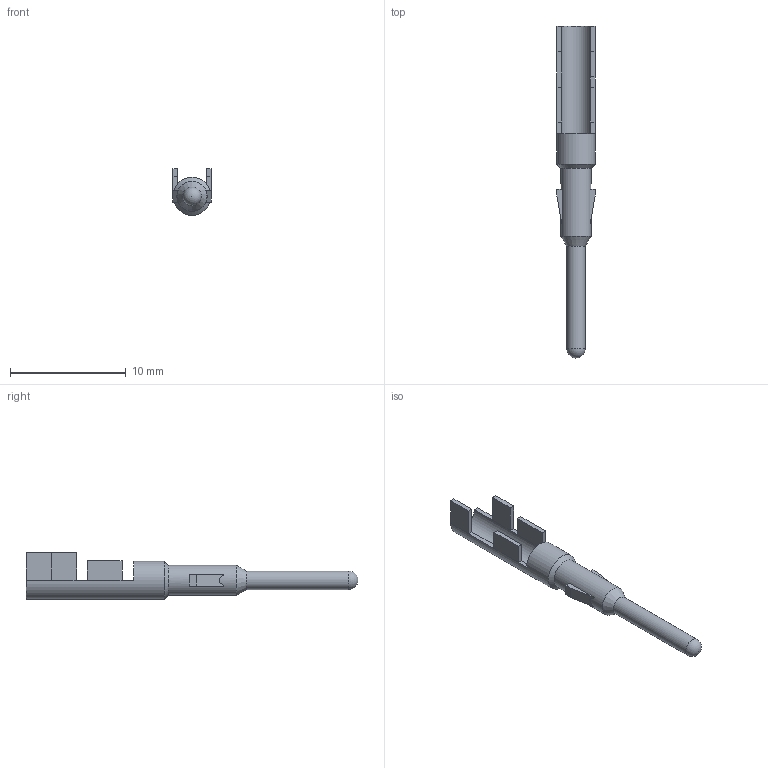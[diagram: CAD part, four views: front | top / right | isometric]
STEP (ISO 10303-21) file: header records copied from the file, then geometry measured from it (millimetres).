
FILE_DESCRIPTION(/* description */ (''),/* implementation_level */ '2;1');
FILE_NAME(/* name */ 'xn01 016 0005-0016 x.stp',/* time_stamp */ '2022-05-23T08:19:07+02:00',/* author */ (''),/* organization */ (''),/* preprocessor_version */ 'ST-DEVELOPER v16.7',/* originating_system */ 'SIEMENS PLM Software NX 12.0',/* authorisation */ '');
FILE_SCHEMA (('AUTOMOTIVE_DESIGN { 1 0 10303 214 3 1 1 1 }'));
Length unit declared in the file: millimetre
Products named in the file (1): pwoe1B78B206bnvp
Bounding box: 3.3 x 28.7 x 4.05 mm (x, y, z)
Volume: 104.8 mm3; surface area: 288.1 mm2
Topology: 1 solids, 1 shells, 47 faces, 115 edges, 71 vertices
Faces by surface type: plane 40, cylinder 4, cone 2, sphere 1
Full cylindrical faces by diameter (mm): 1.6 x1, 2.6 x1, 3.3 x1
Entity records: 1331 total; most frequent: CARTESIAN_POINT 220, DIRECTION 218, ORIENTED_EDGE 210, EDGE_CURVE 105, LINE 88, VECTOR 88, VERTEX_POINT 67, AXIS2_PLACEMENT_3D 65
